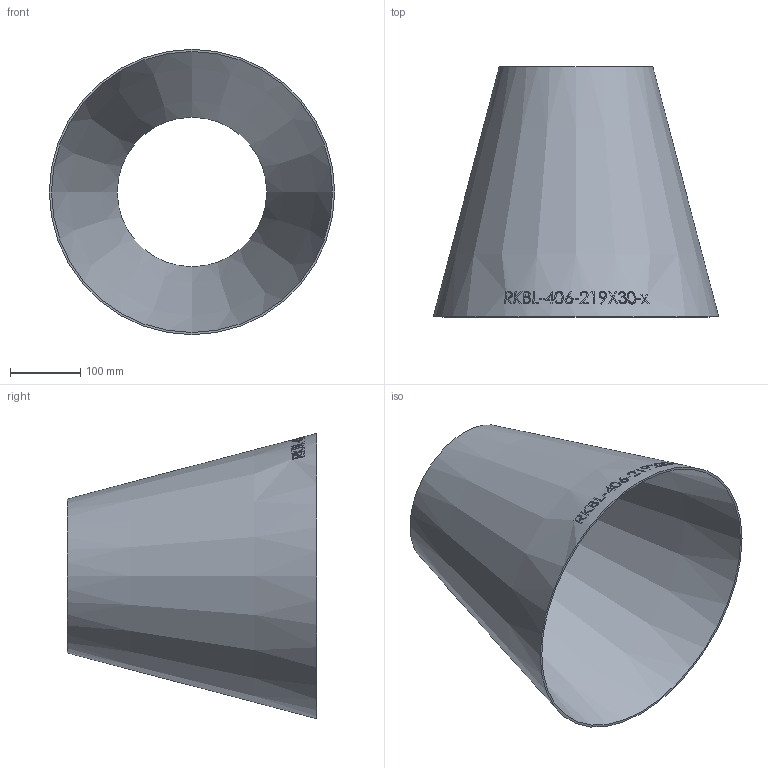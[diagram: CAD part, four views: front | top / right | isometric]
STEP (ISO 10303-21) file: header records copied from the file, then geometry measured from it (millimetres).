
FILE_DESCRIPTION (( 'STEP AP214' ), '1' );
FILE_NAME ('RK-406-219X30-x Reduzierung aus Blech 2006.STEP', '2020-06-05T06:37:26', ( '' ), ( '' ), 'SwSTEP 2.0', 'SolidWorks 2019', '' );
FILE_SCHEMA (( 'AUTOMOTIVE_DESIGN' ));
Length unit declared in the file: millimetre
Products named in the file (1): RK-406-219X30-x Reduzierung aus Blech 2006
Bounding box: 406.4 x 356 x 406.4 mm (x, y, z)
Volume: 1073735.1 mm3; surface area: 722254.8 mm2
Topology: 1 solids, 1 shells, 206 faces, 537 edges, 358 vertices
Faces by surface type: bspline 177, cone 27, plane 2
Entity records: 35822 total; most frequent: CARTESIAN_POINT 30168, ORIENTED_EDGE 1070, EDGE_CURVE 535, B_SPLINE_CURVE_WITH_KNOTS 531, VERTEX_POINT 358, EDGE_LOOP 235, FACE_OUTER_BOUND 206, ADVANCED_FACE 206
